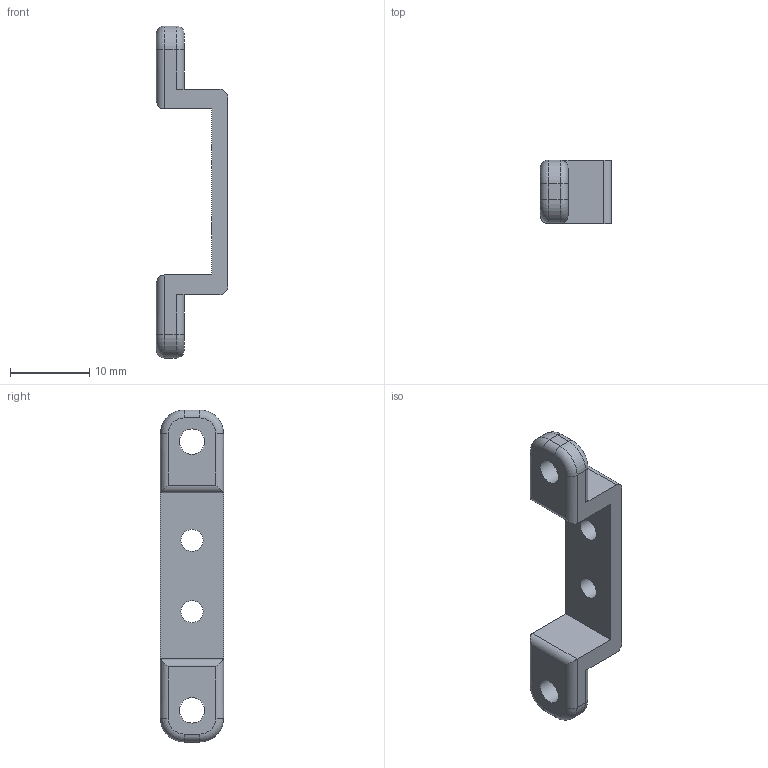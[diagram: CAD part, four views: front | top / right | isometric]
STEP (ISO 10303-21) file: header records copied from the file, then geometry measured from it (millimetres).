
FILE_DESCRIPTION(('FreeCAD Model'),'2;1');
FILE_NAME('Open CASCADE Shape Model','2022-10-04T14:30:58',('Author'),( ''),'Open CASCADE STEP processor 7.5','FreeCAD','Unknown');
FILE_SCHEMA(('AUTOMOTIVE_DESIGN { 1 0 10303 214 1 1 1 1 }'));
Length unit declared in the file: millimetre
Products named in the file (1): endstop.clamp
Bounding box: 9 x 8 x 42 mm (x, y, z)
Volume: 1009.6 mm3; surface area: 1173 mm2
Topology: 1 solids, 1 shells, 46 faces, 116 edges, 72 vertices
Faces by surface type: cylinder 24, plane 14, torus 8
Full cylindrical faces by diameter (mm): 2.8 x2, 3.2 x2
Entity records: 2970 total; most frequent: CARTESIAN_POINT 631, DIRECTION 438, ORIENTED_EDGE 232, PCURVE 232, DEFINITIONAL_REPRESENTATION 232, LINE 228, VECTOR 228, EDGE_CURVE 116
